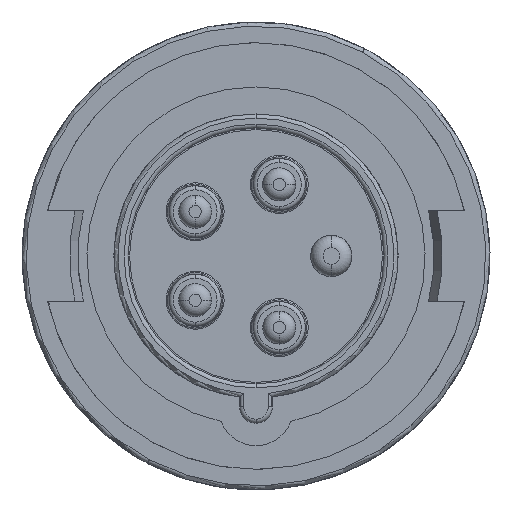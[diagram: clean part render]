
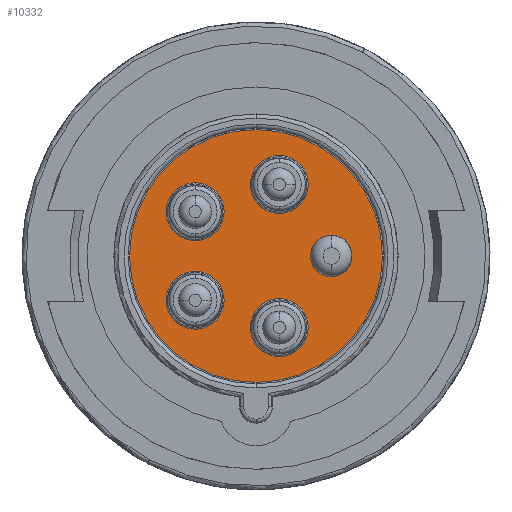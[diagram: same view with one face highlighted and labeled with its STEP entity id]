
A CAD part, front view. The second image highlights one B-rep face of the part: STEP entity #10332.
In plain terms, the highlighted planar face has unit normal (0, -1, 0).
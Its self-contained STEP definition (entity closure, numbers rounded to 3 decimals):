
#357 = DIRECTION ( 'NONE',  ( 0., -1., 0. ) ) ;
#825 = DIRECTION ( 'NONE',  ( -1., 0., 0. ) ) ;
#1361 = EDGE_LOOP ( 'NONE', ( #6078, #40485 ) ) ;
#1451 = CIRCLE ( 'NONE', #19572, 7.026 ) ;
#2146 = DIRECTION ( 'NONE',  ( 0., 0., -1. ) ) ;
#2273 = CIRCLE ( 'NONE', #33229, 7.026 ) ;
#2514 = FACE_BOUND ( 'NONE', #33648, .T. ) ;
#2738 = CARTESIAN_POINT ( 'NONE',  ( 0., -10., -30.65 ) ) ;
#2833 = ORIENTED_EDGE ( 'NONE', *, *, #10856, .F. ) ;
#3251 = CARTESIAN_POINT ( 'NONE',  ( -14.765, -10., -17.753 ) ) ;
#3832 = DIRECTION ( 'NONE',  ( 0., 0., -1. ) ) ;
#3886 = CARTESIAN_POINT ( 'NONE',  ( 5.64, -10., 24.383 ) ) ;
#4161 = VERTEX_POINT ( 'NONE', #3251 ) ;
#4362 = FACE_OUTER_BOUND ( 'NONE', #5661, .T. ) ;
#4534 = CIRCLE ( 'NONE', #46813, 5. ) ;
#4798 = ORIENTED_EDGE ( 'NONE', *, *, #41318, .F. ) ;
#5179 = DIRECTION ( 'NONE',  ( 0., 0., -1. ) ) ;
#5394 = EDGE_CURVE ( 'NONE', #20092, #33312, #4534, .T. ) ;
#5661 = EDGE_LOOP ( 'NONE', ( #31320, #31985 ) ) ;
#5864 = VERTEX_POINT ( 'NONE', #38312 ) ;
#6078 = ORIENTED_EDGE ( 'NONE', *, *, #5394, .F. ) ;
#6515 = DIRECTION ( 'NONE',  ( 0., -1., 0. ) ) ;
#7285 = ORIENTED_EDGE ( 'NONE', *, *, #29938, .F. ) ;
#7649 = VERTEX_POINT ( 'NONE', #2738 ) ;
#8201 = AXIS2_PLACEMENT_3D ( 'NONE', #15450, #19444, #29615 ) ;
#8720 = EDGE_LOOP ( 'NONE', ( #4798, #7285 ) ) ;
#9100 = VERTEX_POINT ( 'NONE', #13445 ) ;
#9256 = VERTEX_POINT ( 'NONE', #38862 ) ;
#10332 = ADVANCED_FACE ( 'NONE', ( #38924, #24496, #2514, #17654, #46493, #4362 ), #19027, .T. ) ;
#10476 = EDGE_LOOP ( 'NONE', ( #21141, #37614 ) ) ;
#10544 = EDGE_CURVE ( 'NONE', #32981, #7649, #25342, .T. ) ;
#10856 = EDGE_CURVE ( 'NONE', #13433, #9100, #40360, .T. ) ;
#13263 = CIRCLE ( 'NONE', #29097, 30.65 ) ;
#13269 = AXIS2_PLACEMENT_3D ( 'NONE', #19727, #41242, #34614 ) ;
#13433 = VERTEX_POINT ( 'NONE', #3886 ) ;
#13445 = CARTESIAN_POINT ( 'NONE',  ( 5.64, -10., 10.331 ) ) ;
#13460 = DIRECTION ( 'NONE',  ( 0., -1., 0. ) ) ;
#15005 = EDGE_CURVE ( 'NONE', #33312, #20092, #44464, .T. ) ;
#15450 = CARTESIAN_POINT ( 'NONE',  ( 18.25, -10., 0. ) ) ;
#16425 = EDGE_CURVE ( 'NONE', #22066, #9256, #39914, .T. ) ;
#17189 = CARTESIAN_POINT ( 'NONE',  ( 5.64, -10., -17.357 ) ) ;
#17552 = CARTESIAN_POINT ( 'NONE',  ( 5.64, -10., -24.383 ) ) ;
#17577 = DIRECTION ( 'NONE',  ( 0., -1., 0. ) ) ;
#17654 = FACE_BOUND ( 'NONE', #33998, .T. ) ;
#18746 = AXIS2_PLACEMENT_3D ( 'NONE', #36537, #39401, #40324 ) ;
#19027 = PLANE ( 'NONE',  #45735 ) ;
#19444 = DIRECTION ( 'NONE',  ( 0., -1., 0. ) ) ;
#19572 = AXIS2_PLACEMENT_3D ( 'NONE', #17189, #32084, #34684 ) ;
#19693 = CARTESIAN_POINT ( 'NONE',  ( -14.765, -10., 3.701 ) ) ;
#19727 = CARTESIAN_POINT ( 'NONE',  ( 0., -10., 0. ) ) ;
#19800 = CIRCLE ( 'NONE', #29607, 7.026 ) ;
#20079 = DIRECTION ( 'NONE',  ( 0., -1., 0. ) ) ;
#20092 = VERTEX_POINT ( 'NONE', #44620 ) ;
#20289 = CIRCLE ( 'NONE', #36164, 7.026 ) ;
#21141 = ORIENTED_EDGE ( 'NONE', *, *, #16425, .F. ) ;
#21410 = DIRECTION ( 'NONE',  ( 0., 0., -1. ) ) ;
#21861 = DIRECTION ( 'NONE',  ( 0., 0., 1. ) ) ;
#22066 = VERTEX_POINT ( 'NONE', #19693 ) ;
#22981 = AXIS2_PLACEMENT_3D ( 'NONE', #44905, #13460, #38054 ) ;
#23159 = CARTESIAN_POINT ( 'NONE',  ( 0., -10., 30.65 ) ) ;
#23170 = CARTESIAN_POINT ( 'NONE',  ( 5.64, -10., 17.357 ) ) ;
#23487 = DIRECTION ( 'NONE',  ( 0., -1., 0. ) ) ;
#24269 = CARTESIAN_POINT ( 'NONE',  ( -14.765, -10., -3.701 ) ) ;
#24386 = DIRECTION ( 'NONE',  ( 0., -1., 0. ) ) ;
#24496 = FACE_BOUND ( 'NONE', #10476, .T. ) ;
#24716 = CARTESIAN_POINT ( 'NONE',  ( 5.64, -10., -17.357 ) ) ;
#25342 = CIRCLE ( 'NONE', #13269, 30.65 ) ;
#25372 = AXIS2_PLACEMENT_3D ( 'NONE', #25575, #17577, #3832 ) ;
#25575 = CARTESIAN_POINT ( 'NONE',  ( -14.765, -10., 10.727 ) ) ;
#27756 = EDGE_CURVE ( 'NONE', #7649, #32981, #13263, .T. ) ;
#28107 = EDGE_CURVE ( 'NONE', #9256, #22066, #36675, .T. ) ;
#29097 = AXIS2_PLACEMENT_3D ( 'NONE', #32278, #32051, #21861 ) ;
#29607 = AXIS2_PLACEMENT_3D ( 'NONE', #24716, #6515, #21410 ) ;
#29615 = DIRECTION ( 'NONE',  ( 0.993, 0., -0.122 ) ) ;
#29938 = EDGE_CURVE ( 'NONE', #5864, #39020, #19800, .T. ) ;
#30808 = AXIS2_PLACEMENT_3D ( 'NONE', #37605, #41389, #44469 ) ;
#31320 = ORIENTED_EDGE ( 'NONE', *, *, #10544, .T. ) ;
#31985 = ORIENTED_EDGE ( 'NONE', *, *, #27756, .T. ) ;
#32051 = DIRECTION ( 'NONE',  ( 0., -1., 0. ) ) ;
#32084 = DIRECTION ( 'NONE',  ( 0., -1., 0. ) ) ;
#32230 = ORIENTED_EDGE ( 'NONE', *, *, #40873, .F. ) ;
#32278 = CARTESIAN_POINT ( 'NONE',  ( 0., -10., 0. ) ) ;
#32748 = EDGE_CURVE ( 'NONE', #34523, #4161, #2273, .T. ) ;
#32981 = VERTEX_POINT ( 'NONE', #23159 ) ;
#33229 = AXIS2_PLACEMENT_3D ( 'NONE', #34549, #24386, #2146 ) ;
#33312 = VERTEX_POINT ( 'NONE', #44843 ) ;
#33648 = EDGE_LOOP ( 'NONE', ( #32230, #2833 ) ) ;
#33998 = EDGE_LOOP ( 'NONE', ( #39341, #40314 ) ) ;
#34523 = VERTEX_POINT ( 'NONE', #24269 ) ;
#34549 = CARTESIAN_POINT ( 'NONE',  ( -14.765, -10., -10.727 ) ) ;
#34614 = DIRECTION ( 'NONE',  ( 0., 0., 1. ) ) ;
#34684 = DIRECTION ( 'NONE',  ( 0., 0., -1. ) ) ;
#36164 = AXIS2_PLACEMENT_3D ( 'NONE', #23170, #20079, #5179 ) ;
#36537 = CARTESIAN_POINT ( 'NONE',  ( -14.765, -10., -10.727 ) ) ;
#36675 = CIRCLE ( 'NONE', #25372, 7.026 ) ;
#37605 = CARTESIAN_POINT ( 'NONE',  ( -14.765, -10., 10.727 ) ) ;
#37614 = ORIENTED_EDGE ( 'NONE', *, *, #28107, .F. ) ;
#38054 = DIRECTION ( 'NONE',  ( 0., 0., -1. ) ) ;
#38282 = EDGE_CURVE ( 'NONE', #4161, #34523, #45176, .T. ) ;
#38312 = CARTESIAN_POINT ( 'NONE',  ( 5.64, -10., -10.331 ) ) ;
#38862 = CARTESIAN_POINT ( 'NONE',  ( -14.765, -10., 17.753 ) ) ;
#38924 = FACE_BOUND ( 'NONE', #8720, .T. ) ;
#39020 = VERTEX_POINT ( 'NONE', #17552 ) ;
#39341 = ORIENTED_EDGE ( 'NONE', *, *, #38282, .F. ) ;
#39401 = DIRECTION ( 'NONE',  ( 0., -1., 0. ) ) ;
#39914 = CIRCLE ( 'NONE', #30808, 7.026 ) ;
#40314 = ORIENTED_EDGE ( 'NONE', *, *, #32748, .F. ) ;
#40324 = DIRECTION ( 'NONE',  ( 0., 0., -1. ) ) ;
#40360 = CIRCLE ( 'NONE', #22981, 7.026 ) ;
#40485 = ORIENTED_EDGE ( 'NONE', *, *, #15005, .F. ) ;
#40873 = EDGE_CURVE ( 'NONE', #9100, #13433, #20289, .T. ) ;
#41242 = DIRECTION ( 'NONE',  ( 0., -1., 0. ) ) ;
#41318 = EDGE_CURVE ( 'NONE', #39020, #5864, #1451, .T. ) ;
#41389 = DIRECTION ( 'NONE',  ( 0., -1., 0. ) ) ;
#43862 = CARTESIAN_POINT ( 'NONE',  ( -10.642, -10., 21.582 ) ) ;
#44464 = CIRCLE ( 'NONE', #8201, 5. ) ;
#44469 = DIRECTION ( 'NONE',  ( 0., 0., -1. ) ) ;
#44538 = DIRECTION ( 'NONE',  ( 0.993, 0., -0.122 ) ) ;
#44620 = CARTESIAN_POINT ( 'NONE',  ( 23.213, -10., -0.609 ) ) ;
#44772 = CARTESIAN_POINT ( 'NONE',  ( 18.25, -10., 0. ) ) ;
#44843 = CARTESIAN_POINT ( 'NONE',  ( 13.287, -10., 0.609 ) ) ;
#44905 = CARTESIAN_POINT ( 'NONE',  ( 5.64, -10., 17.357 ) ) ;
#45176 = CIRCLE ( 'NONE', #18746, 7.026 ) ;
#45735 = AXIS2_PLACEMENT_3D ( 'NONE', #43862, #357, #825 ) ;
#46493 = FACE_BOUND ( 'NONE', #1361, .T. ) ;
#46813 = AXIS2_PLACEMENT_3D ( 'NONE', #44772, #23487, #44538 ) ;
